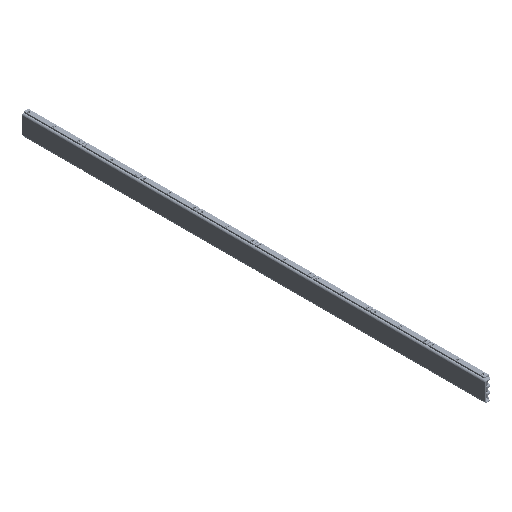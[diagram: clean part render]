
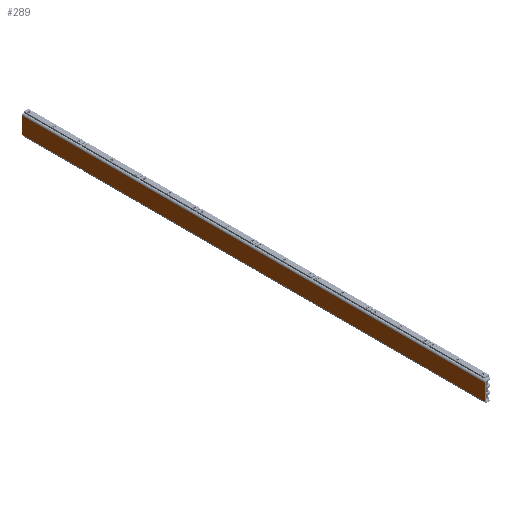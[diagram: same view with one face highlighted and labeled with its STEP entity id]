
A CAD part, isometric view. The second image highlights one B-rep face of the part: STEP entity #289.
In plain terms, the highlighted planar face has unit normal (-1, 0, 0).
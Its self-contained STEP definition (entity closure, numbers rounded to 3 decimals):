
#40=DIRECTION('',(0.,0.,1.));
#41=VECTOR('',#40,73.);
#42=CARTESIAN_POINT('',(0.,0.,-36.5));
#43=LINE('',#42,#41);
#61=DIRECTION('',(0.,1.,0.));
#62=VECTOR('',#61,2085.);
#63=CARTESIAN_POINT('',(0.,0.,36.5));
#64=LINE('',#63,#62);
#65=DIRECTION('',(0.,1.,0.));
#66=VECTOR('',#65,2085.);
#67=CARTESIAN_POINT('',(0.,0.,-36.5));
#68=LINE('',#67,#66);
#114=DIRECTION('',(0.,0.,1.));
#115=VECTOR('',#114,73.);
#116=CARTESIAN_POINT('',(0.,2085.,-36.5));
#117=LINE('',#116,#115);
#171=CARTESIAN_POINT('',(0.,0.,-36.5));
#172=VERTEX_POINT('',#171);
#173=CARTESIAN_POINT('',(0.,0.,36.5));
#174=VERTEX_POINT('',#173);
#195=CARTESIAN_POINT('',(0.,2085.,-36.5));
#196=VERTEX_POINT('',#195);
#197=CARTESIAN_POINT('',(0.,2085.,36.5));
#198=VERTEX_POINT('',#197);
#276=CARTESIAN_POINT('',(0.,0.,-36.5));
#277=DIRECTION('',(-1.,0.,0.));
#278=DIRECTION('',(0.,0.,1.));
#279=AXIS2_PLACEMENT_3D('',#276,#277,#278);
#280=PLANE('',#279);
#281=ORIENTED_EDGE('',*,*,#224,.F.);
#283=ORIENTED_EDGE('',*,*,#282,.T.);
#285=ORIENTED_EDGE('',*,*,#284,.T.);
#286=ORIENTED_EDGE('',*,*,#268,.F.);
#287=EDGE_LOOP('',(#281,#283,#285,#286));
#288=FACE_OUTER_BOUND('',#287,.F.);
#289=ADVANCED_FACE('',(#288),#280,.T.);
#224=EDGE_CURVE('',#172,#174,#43,.T.);
#268=EDGE_CURVE('',#174,#198,#64,.T.);
#282=EDGE_CURVE('',#172,#196,#68,.T.);
#284=EDGE_CURVE('',#196,#198,#117,.T.);
